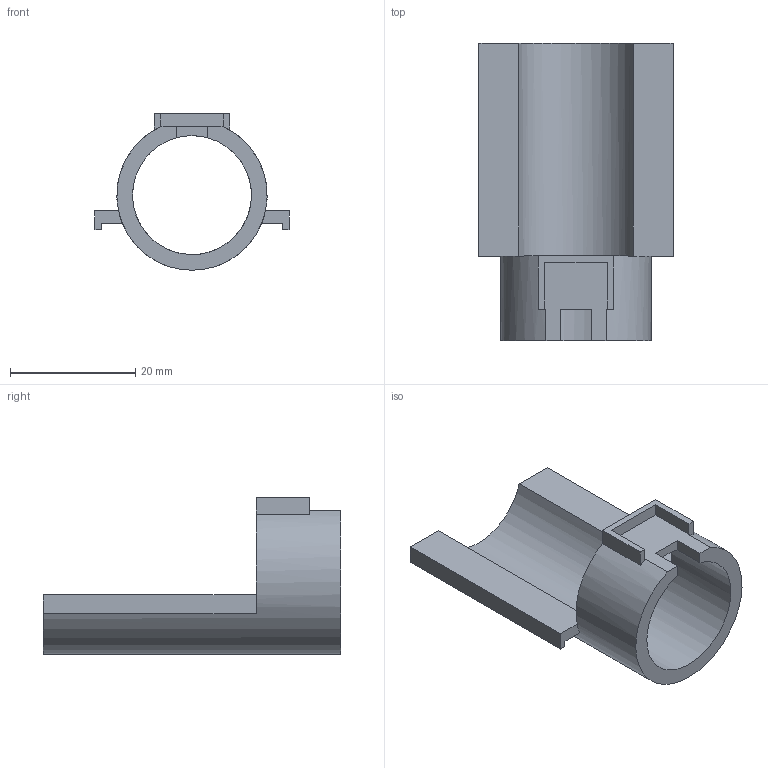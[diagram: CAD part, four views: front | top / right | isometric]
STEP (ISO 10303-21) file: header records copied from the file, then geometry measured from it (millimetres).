
FILE_DESCRIPTION(/* description */ (''),/* implementation_level */ '2;1');
FILE_NAME(/* name */ 'ConectorCase.step',/* time_stamp */ '2018-07-25T13:09:43+02:00',/* author */ (''),/* organization */ (''),/* preprocessor_version */ 'ST-DEVELOPER v17',/* originating_system */ 'Autodesk Translation Framework v7.1.0.215',/* authorisation */ '');
FILE_SCHEMA (('AUTOMOTIVE_DESIGN { 1 0 10303 214 3 1 1 }'));
Length unit declared in the file: millimetre
Products named in the file (1): ConectorCase
Bounding box: 31 x 47.5 x 25 mm (x, y, z)
Volume: 5271 mm3; surface area: 5081.5 mm2
Topology: 1 solids, 1 shells, 29 faces, 85 edges, 56 vertices
Faces by surface type: plane 27, cylinder 2
Full cylindrical faces by diameter (mm): 19 x1
Entity records: 1001 total; most frequent: CARTESIAN_POINT 171, ORIENTED_EDGE 170, DIRECTION 159, EDGE_CURVE 85, LINE 71, VECTOR 71, VERTEX_POINT 56, AXIS2_PLACEMENT_3D 44
